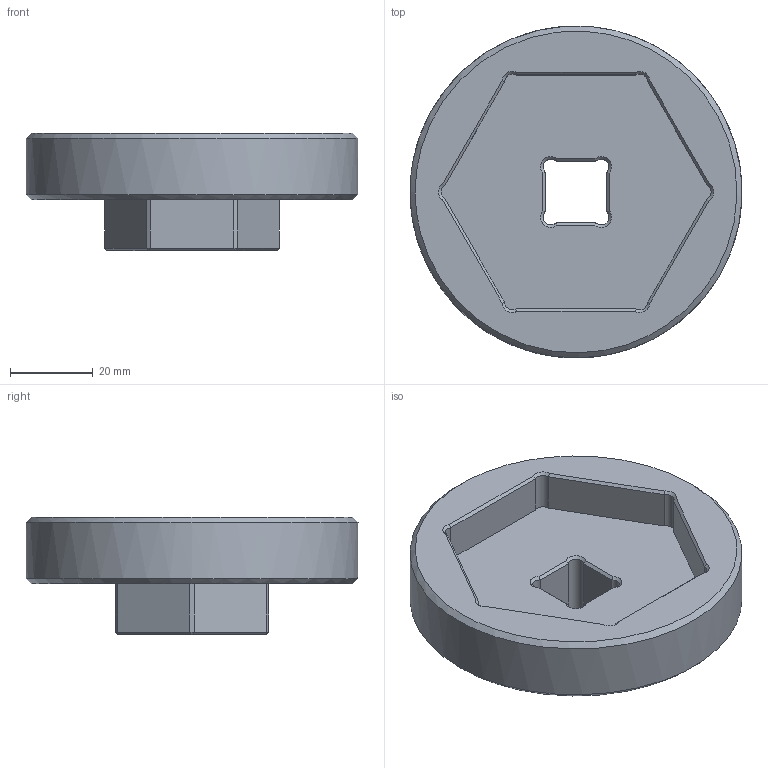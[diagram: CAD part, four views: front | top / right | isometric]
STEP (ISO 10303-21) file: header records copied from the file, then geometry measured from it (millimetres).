
FILE_DESCRIPTION(('FreeCAD Model'),'2;1');
FILE_NAME('Open CASCADE Shape Model','2025-05-07T19:10:19',('FreeCAD'),( 'FreeCAD'),'Open CASCADE STEP processor 7.6','FreeCAD','Unknown');
FILE_SCHEMA(('AUTOMOTIVE_DESIGN { 1 0 10303 214 1 1 1 1 }'));
Length unit declared in the file: millimetre
Products named in the file (1): Open CASCADE STEP translator 7.6 1
Bounding box: 80.12 x 80.13 x 28.36 mm (x, y, z)
Volume: 64373.8 mm3; surface area: 17792.4 mm2
Topology: 1 solids, 1 shells, 79 faces, 177 edges, 102 vertices
Faces by surface type: bspline 79
Entity records: 2139 total; most frequent: CARTESIAN_POINT 1053, ORIENTED_EDGE 354, EDGE_CURVE 177, B_SPLINE_CURVE_WITH_KNOTS 139, VERTEX_POINT 102, FACE_BOUND 83, EDGE_LOOP 83, ADVANCED_FACE 79
